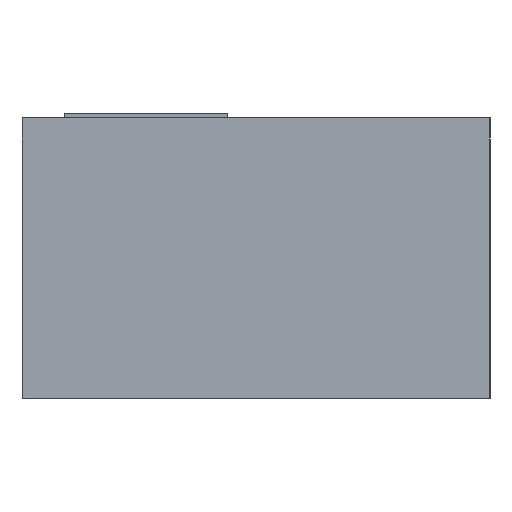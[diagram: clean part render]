
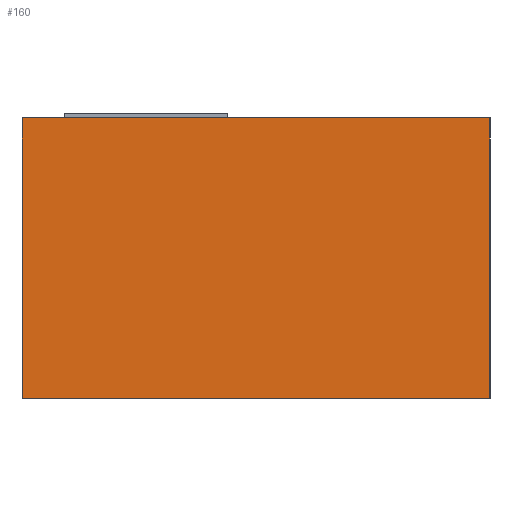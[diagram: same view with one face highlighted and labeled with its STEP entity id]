
A CAD part, left-side view. The second image highlights one B-rep face of the part: STEP entity #160.
In plain terms, the highlighted planar face has unit normal (-1, 0, 0).
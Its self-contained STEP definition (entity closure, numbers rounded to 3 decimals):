
#83 = EDGE_CURVE ( 'NONE', #1572, #1026, #2310, .T. ) ;
#160 = ADVANCED_FACE ( 'NONE', ( #563 ), #357, .F. ) ;
#176 = ORIENTED_EDGE ( 'NONE', *, *, #1508, .F. ) ;
#178 = DIRECTION ( 'NONE',  ( 0., 0., -1. ) ) ;
#185 = VECTOR ( 'NONE', #1951, 1000. ) ;
#209 = DIRECTION ( 'NONE',  ( 1., 0., 0. ) ) ;
#354 = CARTESIAN_POINT ( 'NONE',  ( -9.5, 5., 6. ) ) ;
#357 = PLANE ( 'NONE',  #571 ) ;
#376 = EDGE_LOOP ( 'NONE', ( #1500, #176, #1985, #572 ) ) ;
#495 = CARTESIAN_POINT ( 'NONE',  ( -9.5, 5., 6. ) ) ;
#563 = FACE_OUTER_BOUND ( 'NONE', #376, .T. ) ;
#571 = AXIS2_PLACEMENT_3D ( 'NONE', #2209, #209, #739 ) ;
#572 = ORIENTED_EDGE ( 'NONE', *, *, #805, .T. ) ;
#670 = VERTEX_POINT ( 'NONE', #713 ) ;
#713 = CARTESIAN_POINT ( 'NONE',  ( -9.5, 5., 0. ) ) ;
#739 = DIRECTION ( 'NONE',  ( 0., 0., -1. ) ) ;
#805 = EDGE_CURVE ( 'NONE', #1572, #670, #1605, .T. ) ;
#841 = VECTOR ( 'NONE', #178, 1000. ) ;
#950 = LINE ( 'NONE', #1685, #841 ) ;
#959 = CARTESIAN_POINT ( 'NONE',  ( -9.5, -5., 0. ) ) ;
#1026 = VERTEX_POINT ( 'NONE', #1483 ) ;
#1350 = DIRECTION ( 'NONE',  ( 0., -1., 0. ) ) ;
#1483 = CARTESIAN_POINT ( 'NONE',  ( -9.5, -5., 6. ) ) ;
#1500 = ORIENTED_EDGE ( 'NONE', *, *, #2186, .T. ) ;
#1508 = EDGE_CURVE ( 'NONE', #1026, #1743, #950, .T. ) ;
#1550 = LINE ( 'NONE', #2302, #2311 ) ;
#1572 = VERTEX_POINT ( 'NONE', #2024 ) ;
#1605 = LINE ( 'NONE', #354, #1765 ) ;
#1685 = CARTESIAN_POINT ( 'NONE',  ( -9.5, -5., 6. ) ) ;
#1743 = VERTEX_POINT ( 'NONE', #959 ) ;
#1765 = VECTOR ( 'NONE', #1832, 1000. ) ;
#1832 = DIRECTION ( 'NONE',  ( 0., 0., -1. ) ) ;
#1951 = DIRECTION ( 'NONE',  ( 0., -1., 0. ) ) ;
#1985 = ORIENTED_EDGE ( 'NONE', *, *, #83, .F. ) ;
#2024 = CARTESIAN_POINT ( 'NONE',  ( -9.5, 5., 6. ) ) ;
#2186 = EDGE_CURVE ( 'NONE', #670, #1743, #1550, .T. ) ;
#2209 = CARTESIAN_POINT ( 'NONE',  ( -9.5, 5., 6. ) ) ;
#2302 = CARTESIAN_POINT ( 'NONE',  ( -9.5, 5., 0. ) ) ;
#2310 = LINE ( 'NONE', #495, #185 ) ;
#2311 = VECTOR ( 'NONE', #1350, 1000. ) ;
